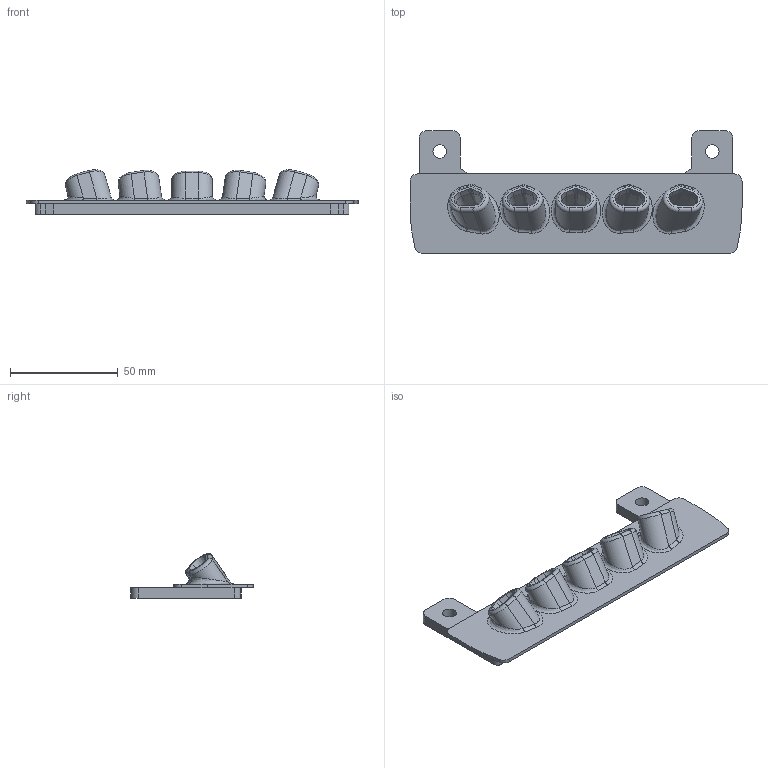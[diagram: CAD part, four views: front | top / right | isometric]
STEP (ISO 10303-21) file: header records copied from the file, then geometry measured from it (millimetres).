
FILE_DESCRIPTION(('Open CASCADE Model'),'2;1');
FILE_NAME('Open CASCADE Shape Model','2024-08-27T16:22:45',('Author'),( 'Open CASCADE'),'Open CASCADE STEP processor 7.7','Open CASCADE 7.7' ,'Unknown');
FILE_SCHEMA(('AUTOMOTIVE_DESIGN { 1 0 10303 214 1 1 1 1 }'));
Length unit declared in the file: millimetre
Products named in the file (1): Open CASCADE STEP translator 7.7 5
Bounding box: 154 x 56.8 x 20.72 mm (x, y, z)
Volume: 40108.9 mm3; surface area: 20948.8 mm2
Topology: 1 solids, 1 shells, 239 faces, 581 edges, 356 vertices
Faces by surface type: plane 95, cylinder 92, bspline 22, torus 15, cone 15
Full cylindrical faces by diameter (mm): 4.7 x2, 6.3 x2
Entity records: 19251 total; most frequent: CARTESIAN_POINT 7673, DIRECTION 2178, LINE 1287, VECTOR 1287, ORIENTED_EDGE 1162, PCURVE 1162, DEFINITIONAL_REPRESENTATION 1162, EDGE_CURVE 581
